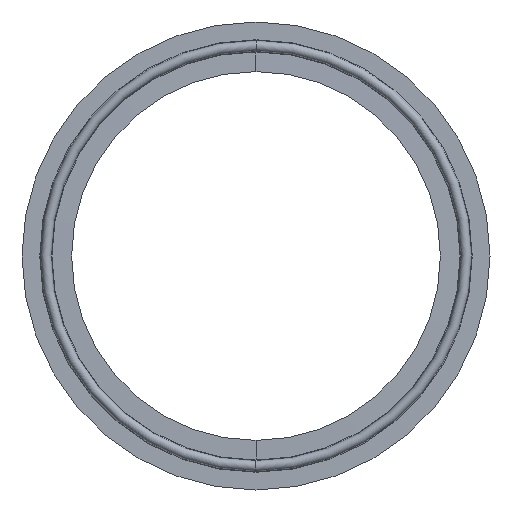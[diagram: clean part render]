
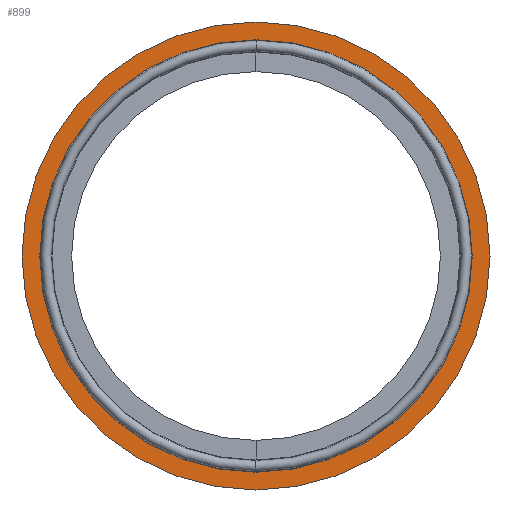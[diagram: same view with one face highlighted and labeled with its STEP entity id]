
A CAD part, left-side view. The second image highlights one B-rep face of the part: STEP entity #899.
In plain terms, the highlighted planar face has unit normal (-1, 0, 0).
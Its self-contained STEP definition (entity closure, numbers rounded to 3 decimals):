
#15 = EDGE_LOOP ( 'NONE', ( #132, #741 ) ) ;
#54 = DIRECTION ( 'NONE',  ( 0., 0., -1. ) ) ;
#72 = CARTESIAN_POINT ( 'NONE',  ( -0.9, 0., 0. ) ) ;
#132 = ORIENTED_EDGE ( 'NONE', *, *, #193, .T. ) ;
#158 = VERTEX_POINT ( 'NONE', #255 ) ;
#193 = EDGE_CURVE ( 'NONE', #342, #282, #728, .T. ) ;
#231 = AXIS2_PLACEMENT_3D ( 'NONE', #535, #772, #827 ) ;
#252 = ORIENTED_EDGE ( 'NONE', *, *, #263, .T. ) ;
#255 = CARTESIAN_POINT ( 'NONE',  ( -0.9, 0., -49.9 ) ) ;
#263 = EDGE_CURVE ( 'NONE', #685, #158, #354, .T. ) ;
#265 = PLANE ( 'NONE',  #658 ) ;
#280 = EDGE_CURVE ( 'NONE', #158, #685, #851, .T. ) ;
#282 = VERTEX_POINT ( 'NONE', #616 ) ;
#300 = CARTESIAN_POINT ( 'NONE',  ( -0.9, 0., 0. ) ) ;
#324 = AXIS2_PLACEMENT_3D ( 'NONE', #300, #656, #524 ) ;
#342 = VERTEX_POINT ( 'NONE', #895 ) ;
#354 = CIRCLE ( 'NONE', #756, 49.9 ) ;
#396 = DIRECTION ( 'NONE',  ( 1., 0., 0. ) ) ;
#436 = CARTESIAN_POINT ( 'NONE',  ( -0.9, 0., 49.9 ) ) ;
#459 = FACE_OUTER_BOUND ( 'NONE', #15, .T. ) ;
#461 = DIRECTION ( 'NONE',  ( 0., 0., 1. ) ) ;
#464 = FACE_BOUND ( 'NONE', #511, .T. ) ;
#508 = EDGE_CURVE ( 'NONE', #282, #342, #610, .T. ) ;
#511 = EDGE_LOOP ( 'NONE', ( #864, #252 ) ) ;
#524 = DIRECTION ( 'NONE',  ( 0., 0., 1. ) ) ;
#535 = CARTESIAN_POINT ( 'NONE',  ( -0.9, 0., 0. ) ) ;
#547 = DIRECTION ( 'NONE',  ( 0., 0., -1. ) ) ;
#610 = CIRCLE ( 'NONE', #749, 54. ) ;
#616 = CARTESIAN_POINT ( 'NONE',  ( -0.9, 0., -54. ) ) ;
#656 = DIRECTION ( 'NONE',  ( -1., 0., 0. ) ) ;
#658 = AXIS2_PLACEMENT_3D ( 'NONE', #750, #396, #54 ) ;
#685 = VERTEX_POINT ( 'NONE', #436 ) ;
#728 = CIRCLE ( 'NONE', #324, 54. ) ;
#741 = ORIENTED_EDGE ( 'NONE', *, *, #508, .T. ) ;
#749 = AXIS2_PLACEMENT_3D ( 'NONE', #72, #852, #461 ) ;
#750 = CARTESIAN_POINT ( 'NONE',  ( -0.9, 49.7, 0. ) ) ;
#756 = AXIS2_PLACEMENT_3D ( 'NONE', #765, #832, #547 ) ;
#765 = CARTESIAN_POINT ( 'NONE',  ( -0.9, 0., 0. ) ) ;
#772 = DIRECTION ( 'NONE',  ( 1., 0., 0. ) ) ;
#827 = DIRECTION ( 'NONE',  ( 0., 0., -1. ) ) ;
#832 = DIRECTION ( 'NONE',  ( 1., 0., 0. ) ) ;
#851 = CIRCLE ( 'NONE', #231, 49.9 ) ;
#852 = DIRECTION ( 'NONE',  ( -1., 0., 0. ) ) ;
#864 = ORIENTED_EDGE ( 'NONE', *, *, #280, .T. ) ;
#895 = CARTESIAN_POINT ( 'NONE',  ( -0.9, 0., 54. ) ) ;
#899 = ADVANCED_FACE ( 'NONE', ( #464, #459 ), #265, .F. ) ;
